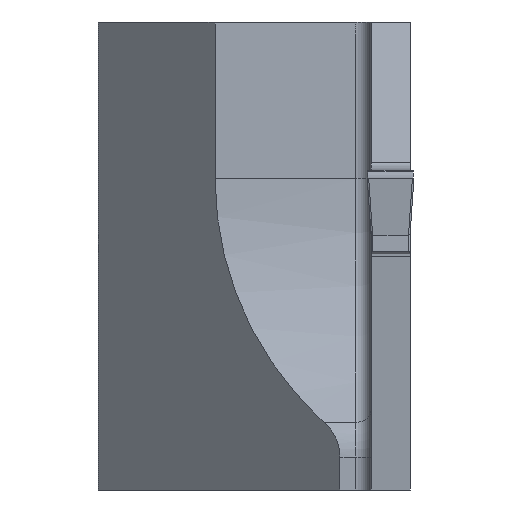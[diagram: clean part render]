
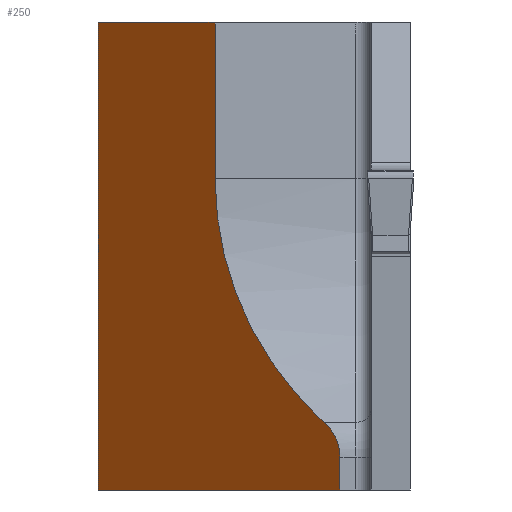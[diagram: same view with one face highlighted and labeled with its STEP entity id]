
A CAD part, left-side view. The second image highlights one B-rep face of the part: STEP entity #250.
In plain terms, the highlighted planar face has unit normal (-0.707, 0.707, 0).
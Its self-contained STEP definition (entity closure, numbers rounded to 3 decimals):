
#217=ELLIPSE('',#1071,4.243,3.);
#218=ELLIPSE('',#1091,29.698,21.);
#250=ADVANCED_FACE('',(#329),#290,.F.);
#290=PLANE('',#1101);
#329=FACE_OUTER_BOUND('',#376,.T.);
#376=EDGE_LOOP('',(#524,#525,#526,#527,#528,#529,#530));
#524=ORIENTED_EDGE('',*,*,#811,.F.);
#525=ORIENTED_EDGE('',*,*,#808,.F.);
#526=ORIENTED_EDGE('',*,*,#793,.F.);
#527=ORIENTED_EDGE('',*,*,#775,.F.);
#528=ORIENTED_EDGE('',*,*,#781,.F.);
#529=ORIENTED_EDGE('',*,*,#768,.F.);
#530=ORIENTED_EDGE('',*,*,#772,.F.);
#685=VERTEX_POINT('',#1420);
#686=VERTEX_POINT('',#1422);
#689=VERTEX_POINT('',#1429);
#690=VERTEX_POINT('',#1434);
#692=VERTEX_POINT('',#1437);
#702=VERTEX_POINT('',#1471);
#712=VERTEX_POINT('',#1500);
#768=EDGE_CURVE('',#685,#686,#892,.T.);
#772=EDGE_CURVE('',#689,#685,#217,.T.);
#775=EDGE_CURVE('',#690,#692,#897,.T.);
#781=EDGE_CURVE('',#686,#690,#902,.T.);
#793=EDGE_CURVE('',#692,#702,#913,.T.);
#808=EDGE_CURVE('',#702,#712,#924,.T.);
#811=EDGE_CURVE('',#712,#689,#218,.T.);
#892=LINE('',#1421,#985);
#897=LINE('',#1436,#990);
#902=LINE('',#1448,#995);
#913=LINE('',#1470,#1006);
#924=LINE('',#1499,#1017);
#985=VECTOR('',#1163,1.);
#990=VECTOR('',#1176,1.);
#995=VECTOR('',#1185,1.);
#1006=VECTOR('',#1208,1.);
#1017=VECTOR('',#1235,1.);
#1071=AXIS2_PLACEMENT_3D('',#1430,#1169,#1170);
#1091=AXIS2_PLACEMENT_3D('',#1505,#1240,#1241);
#1101=AXIS2_PLACEMENT_3D('',#1515,#1260,#1261);
#1163=DIRECTION('',(0.,0.,-1.));
#1169=DIRECTION('',(0.707,-0.707,0.));
#1170=DIRECTION('',(-0.707,-0.707,0.));
#1176=DIRECTION('',(0.,0.,1.));
#1185=DIRECTION('',(0.707,0.707,0.));
#1208=DIRECTION('',(-0.707,-0.707,0.));
#1235=DIRECTION('',(0.,0.,-1.));
#1240=DIRECTION('',(-0.707,0.707,0.));
#1241=DIRECTION('',(-0.707,-0.707,0.));
#1260=DIRECTION('',(0.707,-0.707,0.));
#1261=DIRECTION('',(0.707,0.707,0.));
#1420=CARTESIAN_POINT('',(13.,4.5,-17.889));
#1421=CARTESIAN_POINT('',(13.,4.5,30.));
#1422=CARTESIAN_POINT('',(13.,4.5,-20.));
#1429=CARTESIAN_POINT('',(14.,5.5,-15.652));
#1430=CARTESIAN_POINT('',(16.,7.5,-17.889));
#1434=CARTESIAN_POINT('',(28.5,20.,-20.));
#1436=CARTESIAN_POINT('',(28.5,20.,30.));
#1437=CARTESIAN_POINT('',(28.5,20.,10.));
#1448=CARTESIAN_POINT('',(28.5,20.,-20.));
#1470=CARTESIAN_POINT('',(28.5,20.,10.));
#1471=CARTESIAN_POINT('',(21.,12.5,10.));
#1499=CARTESIAN_POINT('',(21.,12.5,30.));
#1500=CARTESIAN_POINT('',(21.,12.5,0.));
#1505=CARTESIAN_POINT('',(0.,-8.5,0.));
#1515=CARTESIAN_POINT('',(28.5,20.,30.));
